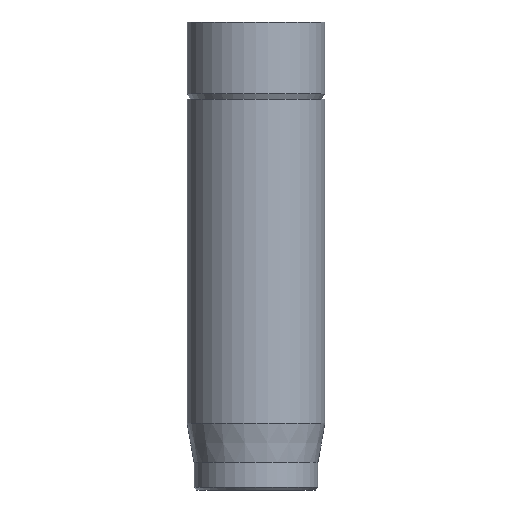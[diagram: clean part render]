
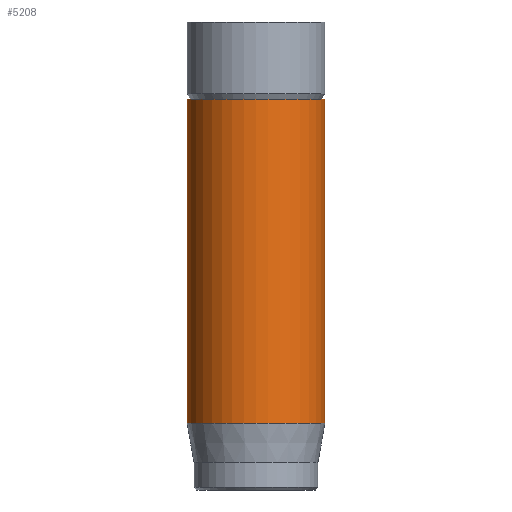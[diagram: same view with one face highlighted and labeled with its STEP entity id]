
A CAD part, front view. The second image highlights one B-rep face of the part: STEP entity #5208.
In plain terms, the highlighted cylindrical face has radius 2.5 mm (diameter 5 mm), a full revolution.
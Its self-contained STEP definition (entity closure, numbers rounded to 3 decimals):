
#709=CYLINDRICAL_SURFACE('',#5591,2.5);
#722=FACE_OUTER_BOUND('',#1025,.T.);
#1025=EDGE_LOOP('',(#3612,#3613,#3614,#3615,#3616));
#1349=LINE('',#6480,#1775);
#1775=VECTOR('',#5775,2.5);
#2198=CIRCLE('',#5573,2.5);
#2207=CIRCLE('',#5589,2.5);
#2208=CIRCLE('',#5590,2.5);
#2220=VERTEX_POINT('',#6444);
#2229=VERTEX_POINT('',#6474);
#2230=VERTEX_POINT('',#6475);
#2762=EDGE_CURVE('',#2220,#2220,#2198,.T.);
#2776=EDGE_CURVE('',#2229,#2230,#2207,.T.);
#2777=EDGE_CURVE('',#2230,#2229,#2208,.T.);
#2779=EDGE_CURVE('',#2220,#2229,#1349,.T.);
#3612=ORIENTED_EDGE('',*,*,#2762,.T.);
#3613=ORIENTED_EDGE('',*,*,#2779,.T.);
#3614=ORIENTED_EDGE('',*,*,#2776,.T.);
#3615=ORIENTED_EDGE('',*,*,#2777,.T.);
#3616=ORIENTED_EDGE('',*,*,#2779,.F.);
#5208=ADVANCED_FACE('',(#722),#709,.T.);
#5573=AXIS2_PLACEMENT_3D('',#6445,#5731,#5732);
#5589=AXIS2_PLACEMENT_3D('',#6476,#5768,#5769);
#5590=AXIS2_PLACEMENT_3D('',#6477,#5770,#5771);
#5591=AXIS2_PLACEMENT_3D('',#6479,#5773,#5774);
#5731=DIRECTION('center_axis',(0.,0.,-1.));
#5732=DIRECTION('ref_axis',(-1.,0.,0.));
#5768=DIRECTION('center_axis',(0.,0.,1.));
#5769=DIRECTION('ref_axis',(-1.,0.,0.));
#5770=DIRECTION('center_axis',(0.,0.,1.));
#5771=DIRECTION('ref_axis',(-1.,0.,0.));
#5773=DIRECTION('center_axis',(0.,0.,1.));
#5774=DIRECTION('ref_axis',(-1.,0.,0.));
#5775=DIRECTION('',(0.,0.,-1.));
#6444=CARTESIAN_POINT('',(2.5,0.,14.2));
#6445=CARTESIAN_POINT('Origin',(0.,0.,14.2));
#6474=CARTESIAN_POINT('',(2.5,0.,2.418));
#6475=CARTESIAN_POINT('',(-2.5,0.,2.418));
#6476=CARTESIAN_POINT('Origin',(0.,0.,2.418));
#6477=CARTESIAN_POINT('Origin',(0.,0.,2.418));
#6479=CARTESIAN_POINT('Origin',(0.,0.,0.));
#6480=CARTESIAN_POINT('',(2.5,0.,0.));
